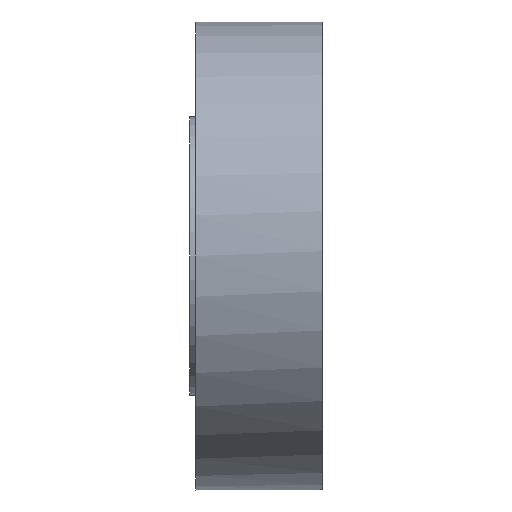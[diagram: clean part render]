
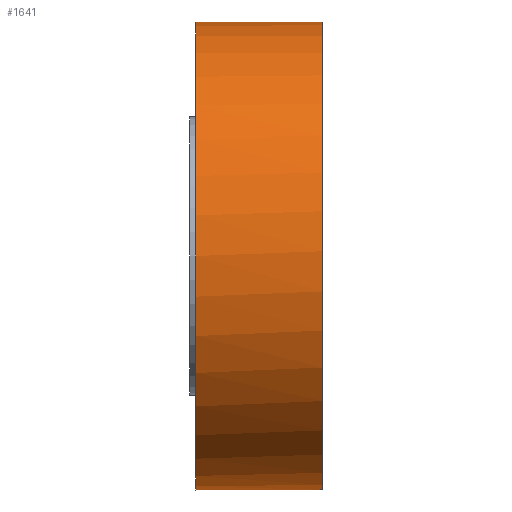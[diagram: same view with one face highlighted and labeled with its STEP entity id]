
A CAD part, left-side view. The second image highlights one B-rep face of the part: STEP entity #1641.
In plain terms, the highlighted cylindrical face has radius 37 mm (diameter 74 mm), a full revolution.
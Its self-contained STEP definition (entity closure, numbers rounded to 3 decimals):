
#140 = VERTEX_POINT ( 'NONE', #538 ) ;
#165 = ORIENTED_EDGE ( 'NONE', *, *, #1260, .T. ) ;
#176 = VERTEX_POINT ( 'NONE', #1062 ) ;
#197 = EDGE_CURVE ( 'NONE', #176, #1024, #1384, .T. ) ;
#250 = DIRECTION ( 'NONE',  ( 0., 1., 0. ) ) ;
#271 = DIRECTION ( 'NONE',  ( 0., 0., 1. ) ) ;
#457 = FACE_OUTER_BOUND ( 'NONE', #1414, .T. ) ;
#463 = CARTESIAN_POINT ( 'NONE',  ( 36., 10.92, -8.544 ) ) ;
#538 = CARTESIAN_POINT ( 'NONE',  ( 0., -1., 37. ) ) ;
#556 = EDGE_CURVE ( 'NONE', #176, #702, #1579, .T. ) ;
#566 = CARTESIAN_POINT ( 'NONE',  ( 36., -21., -8.544 ) ) ;
#618 = DIRECTION ( 'NONE',  ( 0., 0., -1. ) ) ;
#640 = CARTESIAN_POINT ( 'NONE',  ( 0., 10.92, 0. ) ) ;
#659 = CARTESIAN_POINT ( 'NONE',  ( 36., -21., 8.544 ) ) ;
#665 = CARTESIAN_POINT ( 'NONE',  ( 0., -21., 0. ) ) ;
#702 = VERTEX_POINT ( 'NONE', #825 ) ;
#758 = EDGE_CURVE ( 'NONE', #140, #140, #802, .T. ) ;
#802 = CIRCLE ( 'NONE', #1971, 37. ) ;
#814 = CYLINDRICAL_SURFACE ( 'NONE', #2266, 37. ) ;
#825 = CARTESIAN_POINT ( 'NONE',  ( 36., -6.5, 8.544 ) ) ;
#952 = EDGE_LOOP ( 'NONE', ( #165, #2399, #1119, #997 ) ) ;
#965 = FACE_OUTER_BOUND ( 'NONE', #952, .T. ) ;
#984 = DIRECTION ( 'NONE',  ( 0., -1., 0. ) ) ;
#997 = ORIENTED_EDGE ( 'NONE', *, *, #197, .T. ) ;
#1024 = VERTEX_POINT ( 'NONE', #566 ) ;
#1062 = CARTESIAN_POINT ( 'NONE',  ( 36., -6.5, -8.544 ) ) ;
#1119 = ORIENTED_EDGE ( 'NONE', *, *, #556, .F. ) ;
#1147 = CARTESIAN_POINT ( 'NONE',  ( 36., 10.92, 8.544 ) ) ;
#1194 = CARTESIAN_POINT ( 'NONE',  ( 0., -1., 0. ) ) ;
#1233 = DIRECTION ( 'NONE',  ( 0., 0., 1. ) ) ;
#1260 = EDGE_CURVE ( 'NONE', #1024, #1320, #2343, .T. ) ;
#1290 = AXIS2_PLACEMENT_3D ( 'NONE', #665, #1420, #1233 ) ;
#1320 = VERTEX_POINT ( 'NONE', #659 ) ;
#1384 = LINE ( 'NONE', #463, #2022 ) ;
#1396 = DIRECTION ( 'NONE',  ( 0., -1., 0. ) ) ;
#1414 = EDGE_LOOP ( 'NONE', ( #2103 ) ) ;
#1420 = DIRECTION ( 'NONE',  ( 0., 1., 0. ) ) ;
#1465 = VECTOR ( 'NONE', #1717, 1000. ) ;
#1557 = LINE ( 'NONE', #1147, #1465 ) ;
#1579 = CIRCLE ( 'NONE', #1659, 37. ) ;
#1635 = DIRECTION ( 'NONE',  ( 0., 0., 1. ) ) ;
#1641 = ADVANCED_FACE ( 'NONE', ( #965, #457 ), #814, .T. ) ;
#1659 = AXIS2_PLACEMENT_3D ( 'NONE', #1907, #984, #618 ) ;
#1717 = DIRECTION ( 'NONE',  ( 0., 1., 0. ) ) ;
#1746 = EDGE_CURVE ( 'NONE', #1320, #702, #1557, .T. ) ;
#1907 = CARTESIAN_POINT ( 'NONE',  ( 0., -6.5, 0. ) ) ;
#1971 = AXIS2_PLACEMENT_3D ( 'NONE', #1194, #2148, #1635 ) ;
#2022 = VECTOR ( 'NONE', #1396, 1000. ) ;
#2103 = ORIENTED_EDGE ( 'NONE', *, *, #758, .F. ) ;
#2148 = DIRECTION ( 'NONE',  ( 0., 1., 0. ) ) ;
#2266 = AXIS2_PLACEMENT_3D ( 'NONE', #640, #250, #271 ) ;
#2343 = CIRCLE ( 'NONE', #1290, 37. ) ;
#2399 = ORIENTED_EDGE ( 'NONE', *, *, #1746, .T. ) ;
